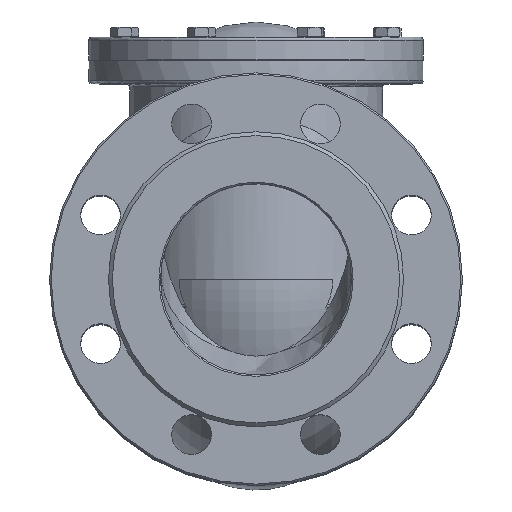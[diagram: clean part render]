
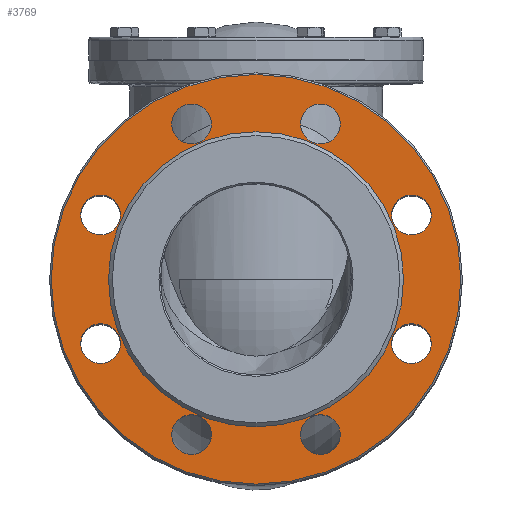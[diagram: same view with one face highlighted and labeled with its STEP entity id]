
A CAD part, top view. The second image highlights one B-rep face of the part: STEP entity #3769.
In plain terms, the highlighted planar face has unit normal (0, 0, 1).
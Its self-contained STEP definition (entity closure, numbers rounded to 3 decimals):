
#206=FACE_BOUND('',#1324,.T.);
#207=FACE_BOUND('',#1325,.T.);
#208=FACE_BOUND('',#1326,.T.);
#209=FACE_BOUND('',#1327,.T.);
#210=FACE_BOUND('',#1328,.T.);
#211=FACE_BOUND('',#1329,.T.);
#212=FACE_BOUND('',#1330,.T.);
#213=FACE_BOUND('',#1331,.T.);
#214=FACE_BOUND('',#1332,.T.);
#711=CIRCLE('',#4148,134.);
#712=CIRCLE('',#4150,96.5);
#713=CIRCLE('',#4151,13.);
#714=CIRCLE('',#4152,13.);
#715=CIRCLE('',#4153,13.);
#716=CIRCLE('',#4154,13.);
#717=CIRCLE('',#4155,13.);
#718=CIRCLE('',#4156,13.);
#719=CIRCLE('',#4157,13.);
#720=CIRCLE('',#4158,13.);
#808=PLANE('',#4149);
#1053=FACE_OUTER_BOUND('',#1323,.T.);
#1323=EDGE_LOOP('',(#3178));
#1324=EDGE_LOOP('',(#3179));
#1325=EDGE_LOOP('',(#3180));
#1326=EDGE_LOOP('',(#3181));
#1327=EDGE_LOOP('',(#3182));
#1328=EDGE_LOOP('',(#3183));
#1329=EDGE_LOOP('',(#3184));
#1330=EDGE_LOOP('',(#3185));
#1331=EDGE_LOOP('',(#3186));
#1332=EDGE_LOOP('',(#3187));
#1794=VERTEX_POINT('',#9199);
#1795=VERTEX_POINT('',#9203);
#1796=VERTEX_POINT('',#9205);
#1797=VERTEX_POINT('',#9207);
#1798=VERTEX_POINT('',#9209);
#1799=VERTEX_POINT('',#9211);
#1800=VERTEX_POINT('',#9213);
#1801=VERTEX_POINT('',#9215);
#1802=VERTEX_POINT('',#9217);
#1803=VERTEX_POINT('',#9219);
#2266=EDGE_CURVE('',#1794,#1794,#711,.T.);
#2268=EDGE_CURVE('',#1795,#1795,#712,.T.);
#2269=EDGE_CURVE('',#1796,#1796,#713,.T.);
#2270=EDGE_CURVE('',#1797,#1797,#714,.T.);
#2271=EDGE_CURVE('',#1798,#1798,#715,.T.);
#2272=EDGE_CURVE('',#1799,#1799,#716,.T.);
#2273=EDGE_CURVE('',#1800,#1800,#717,.T.);
#2274=EDGE_CURVE('',#1801,#1801,#718,.T.);
#2275=EDGE_CURVE('',#1802,#1802,#719,.T.);
#2276=EDGE_CURVE('',#1803,#1803,#720,.T.);
#3178=ORIENTED_EDGE('',*,*,#2266,.F.);
#3179=ORIENTED_EDGE('',*,*,#2268,.F.);
#3180=ORIENTED_EDGE('',*,*,#2269,.T.);
#3181=ORIENTED_EDGE('',*,*,#2270,.T.);
#3182=ORIENTED_EDGE('',*,*,#2271,.T.);
#3183=ORIENTED_EDGE('',*,*,#2272,.T.);
#3184=ORIENTED_EDGE('',*,*,#2273,.T.);
#3185=ORIENTED_EDGE('',*,*,#2274,.T.);
#3186=ORIENTED_EDGE('',*,*,#2275,.T.);
#3187=ORIENTED_EDGE('',*,*,#2276,.T.);
#3769=ADVANCED_FACE('',(#1053,#206,#207,#208,#209,#210,#211,#212,#213,#214),
#808,.T.);
#4148=AXIS2_PLACEMENT_3D('',#9200,#4930,#4931);
#4149=AXIS2_PLACEMENT_3D('',#9202,#4933,#4934);
#4150=AXIS2_PLACEMENT_3D('',#9204,#4935,#4936);
#4151=AXIS2_PLACEMENT_3D('',#9206,#4937,#4938);
#4152=AXIS2_PLACEMENT_3D('',#9208,#4939,#4940);
#4153=AXIS2_PLACEMENT_3D('',#9210,#4941,#4942);
#4154=AXIS2_PLACEMENT_3D('',#9212,#4943,#4944);
#4155=AXIS2_PLACEMENT_3D('',#9214,#4945,#4946);
#4156=AXIS2_PLACEMENT_3D('',#9216,#4947,#4948);
#4157=AXIS2_PLACEMENT_3D('',#9218,#4949,#4950);
#4158=AXIS2_PLACEMENT_3D('',#9220,#4951,#4952);
#4930=DIRECTION('center_axis',(0.,0.,-1.));
#4931=DIRECTION('ref_axis',(-1.,0.,0.));
#4933=DIRECTION('center_axis',(0.,0.,1.));
#4934=DIRECTION('ref_axis',(1.,0.,0.));
#4935=DIRECTION('center_axis',(0.,0.,1.));
#4936=DIRECTION('ref_axis',(-1.,0.,0.));
#4937=DIRECTION('center_axis',(0.,0.,-1.));
#4938=DIRECTION('ref_axis',(-1.,0.,0.));
#4939=DIRECTION('center_axis',(0.,0.,-1.));
#4940=DIRECTION('ref_axis',(-1.,0.,0.));
#4941=DIRECTION('center_axis',(0.,0.,-1.));
#4942=DIRECTION('ref_axis',(-1.,0.,0.));
#4943=DIRECTION('center_axis',(0.,0.,-1.));
#4944=DIRECTION('ref_axis',(-1.,0.,0.));
#4945=DIRECTION('center_axis',(0.,0.,-1.));
#4946=DIRECTION('ref_axis',(-1.,0.,0.));
#4947=DIRECTION('center_axis',(0.,0.,-1.));
#4948=DIRECTION('ref_axis',(-1.,0.,0.));
#4949=DIRECTION('center_axis',(0.,0.,-1.));
#4950=DIRECTION('ref_axis',(-1.,0.,0.));
#4951=DIRECTION('center_axis',(0.,0.,-1.));
#4952=DIRECTION('ref_axis',(-1.,0.,0.));
#9199=CARTESIAN_POINT('',(134.,0.,27.));
#9200=CARTESIAN_POINT('Origin',(0.,0.,27.));
#9202=CARTESIAN_POINT('Origin',(0.,0.,27.));
#9203=CARTESIAN_POINT('',(96.5,0.,27.));
#9204=CARTESIAN_POINT('Origin',(0.,0.,27.));
#9205=CARTESIAN_POINT('',(114.627,-42.095,27.));
#9206=CARTESIAN_POINT('Origin',(101.627,-42.095,27.));
#9207=CARTESIAN_POINT('',(114.627,42.095,27.));
#9208=CARTESIAN_POINT('Origin',(101.627,42.095,27.));
#9209=CARTESIAN_POINT('',(55.095,101.627,27.));
#9210=CARTESIAN_POINT('Origin',(42.095,101.627,27.));
#9211=CARTESIAN_POINT('',(-29.095,101.627,27.));
#9212=CARTESIAN_POINT('Origin',(-42.095,101.627,27.));
#9213=CARTESIAN_POINT('',(-88.627,42.095,27.));
#9214=CARTESIAN_POINT('Origin',(-101.627,42.095,27.));
#9215=CARTESIAN_POINT('',(-88.627,-42.095,27.));
#9216=CARTESIAN_POINT('Origin',(-101.627,-42.095,27.));
#9217=CARTESIAN_POINT('',(-29.095,-101.627,27.));
#9218=CARTESIAN_POINT('Origin',(-42.095,-101.627,27.));
#9219=CARTESIAN_POINT('',(55.095,-101.627,27.));
#9220=CARTESIAN_POINT('Origin',(42.095,-101.627,27.));
